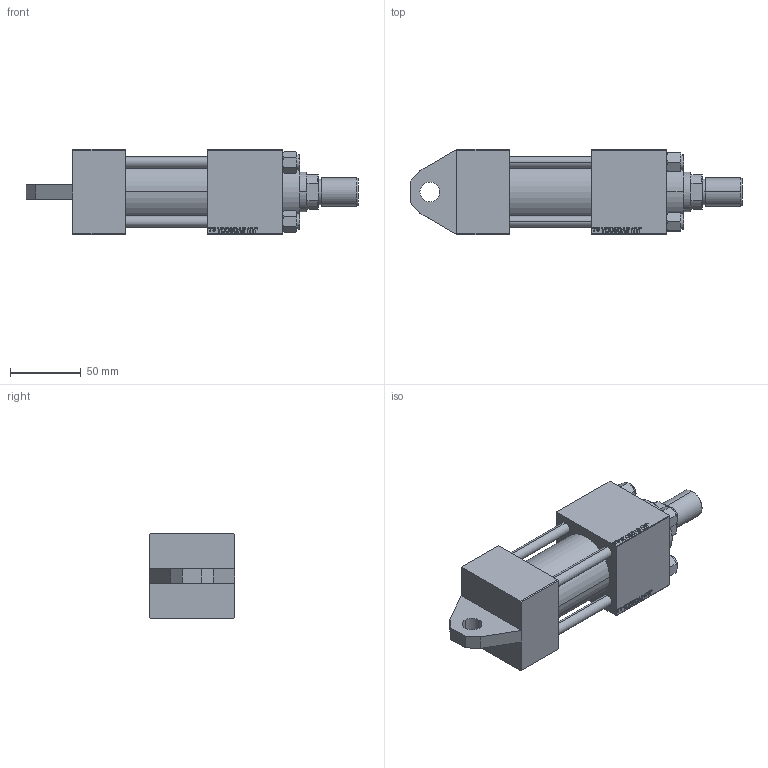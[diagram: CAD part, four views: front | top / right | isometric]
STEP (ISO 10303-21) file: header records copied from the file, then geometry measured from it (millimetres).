
FILE_DESCRIPTION (( 'STEP AP203' ), '1' );
FILE_NAME ('6936.STEP', '2023-08-22T20:24:57', ( '' ), ( '' ), 'SwSTEP 2.0', 'SolidWorks 2019', '' );
FILE_SCHEMA (( 'CONFIG_CONTROL_DESIGN' ));
Length unit declared in the file: millimetre
Products named in the file (7): V215_VC_A 7fde694c35e53839c73eee3f89d40239; V215CR_VCP_I 7fde694c35e53839c73eee3f89d40239; V215CR_I_Body 7fde694c35e53839c73eee3f89d40239; NUT_M5_I 7fde694c35e53839c73eee3f89d40239; ROD_END_AH 7fde694c35e53839c73eee3f89d40239; 6936; V215CR_TYCINKA_I 7fde694c35e53839c73eee3f89d40239
Assembly tree (12 placements, depth 2):
  6936
    V215CR_I_Body 7fde694c35e53839c73eee3f89d40239
    V215CR_VCP_I 7fde694c35e53839c73eee3f89d40239
    V215CR_TYCINKA_I 7fde694c35e53839c73eee3f89d40239  x4
    NUT_M5_I 7fde694c35e53839c73eee3f89d40239  x4
    V215_VC_A 7fde694c35e53839c73eee3f89d40239
    ROD_END_AH 7fde694c35e53839c73eee3f89d40239
Bounding box: 234 x 60 x 60 mm (x, y, z)
Volume: 448507.8 mm3; surface area: 118116.1 mm2
Topology: 12 solids, 12 shells, 1093 faces, 2746 edges, 1779 vertices
Faces by surface type: plane 506, bspline 360, cone 132, cylinder 85, torus 10
Entity records: 46541 total; most frequent: CARTESIAN_POINT 24370, ORIENTED_EDGE 4984, DIRECTION 3192, EDGE_CURVE 2492, VERTEX_POINT 1635, VECTOR 1526, LINE 1526, EDGE_LOOP 1089
